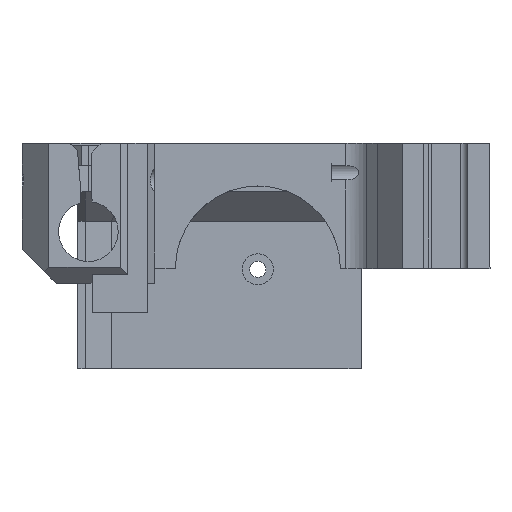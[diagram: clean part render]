
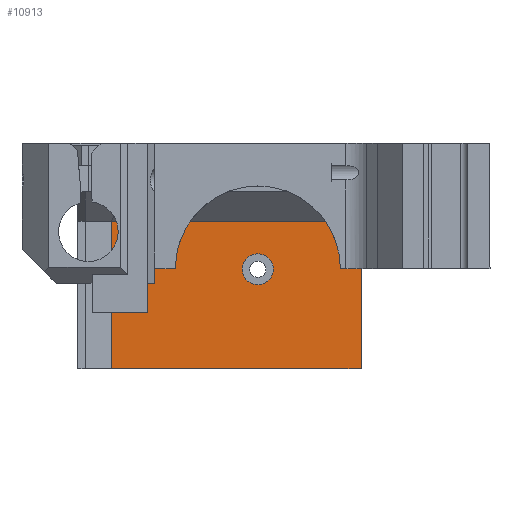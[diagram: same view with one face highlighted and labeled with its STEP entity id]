
A CAD part, front view. The second image highlights one B-rep face of the part: STEP entity #10913.
In plain terms, the highlighted planar face has unit normal (0, -1, 0).
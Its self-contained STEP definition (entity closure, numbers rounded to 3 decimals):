
#463=CIRCLE('',#11468,2.1);
#546=FACE_BOUND('',#2080,.T.);
#1470=FACE_OUTER_BOUND('',#2079,.T.);
#2079=EDGE_LOOP('',(#9741,#9742,#9743,#9744,#9745));
#2080=EDGE_LOOP('',(#9746));
#2805=LINE('',#19010,#3795);
#2811=LINE('',#19021,#3801);
#2825=LINE('',#19072,#3815);
#3052=LINE('',#22464,#4042);
#3053=LINE('',#22465,#4043);
#3795=VECTOR('',#12634,10.);
#3801=VECTOR('',#12642,10.);
#3815=VECTOR('',#12668,10.);
#4042=VECTOR('',#13419,10.);
#4043=VECTOR('',#13420,10.);
#4887=VERTEX_POINT('',#19005);
#4888=VERTEX_POINT('',#19009);
#4892=VERTEX_POINT('',#19019);
#4909=VERTEX_POINT('',#19071);
#5141=VERTEX_POINT('',#22457);
#5143=VERTEX_POINT('',#22463);
#6271=EDGE_CURVE('',#4887,#4888,#2805,.T.);
#6277=EDGE_CURVE('',#4887,#4892,#2811,.T.);
#6297=EDGE_CURVE('',#4909,#4888,#2825,.T.);
#6712=EDGE_CURVE('',#5141,#5141,#463,.T.);
#6715=EDGE_CURVE('',#4892,#5143,#3052,.T.);
#6716=EDGE_CURVE('',#5143,#4909,#3053,.T.);
#9741=ORIENTED_EDGE('',*,*,#6271,.F.);
#9742=ORIENTED_EDGE('',*,*,#6277,.T.);
#9743=ORIENTED_EDGE('',*,*,#6715,.T.);
#9744=ORIENTED_EDGE('',*,*,#6716,.T.);
#9745=ORIENTED_EDGE('',*,*,#6297,.T.);
#9746=ORIENTED_EDGE('',*,*,#6712,.T.);
#10363=PLANE('',#11470);
#10913=ADVANCED_FACE('',(#1470,#546),#10363,.T.);
#11468=AXIS2_PLACEMENT_3D('',#22458,#13412,#13413);
#11470=AXIS2_PLACEMENT_3D('',#22462,#13417,#13418);
#12634=DIRECTION('',(1.,0.,0.));
#12642=DIRECTION('',(0.,0.,-1.));
#12668=DIRECTION('',(0.672,0.,0.741));
#13412=DIRECTION('center_axis',(0.,1.,0.));
#13413=DIRECTION('ref_axis',(-1.,0.,0.));
#13417=DIRECTION('center_axis',(0.,-1.,0.));
#13418=DIRECTION('ref_axis',(-1.,0.,0.));
#13419=DIRECTION('',(1.,0.,0.));
#13420=DIRECTION('',(0.,0.,1.));
#19005=CARTESIAN_POINT('',(-15.6,39.,29.));
#19009=CARTESIAN_POINT('',(18.773,39.,29.));
#19010=CARTESIAN_POINT('',(0.662,39.,29.));
#19019=CARTESIAN_POINT('',(-15.6,39.,9.));
#19021=CARTESIAN_POINT('',(-15.6,39.,9.));
#19071=CARTESIAN_POINT('',(18.25,39.,28.423));
#19072=CARTESIAN_POINT('',(0.645,39.,8.998));
#22457=CARTESIAN_POINT('',(6.35,39.,22.5));
#22458=CARTESIAN_POINT('Origin',(4.25,39.,22.5));
#22462=CARTESIAN_POINT('Origin',(1.325,39.,21.));
#22463=CARTESIAN_POINT('',(18.25,39.,9.));
#22464=CARTESIAN_POINT('',(-15.5,39.,9.));
#22465=CARTESIAN_POINT('',(18.25,39.,33.));
